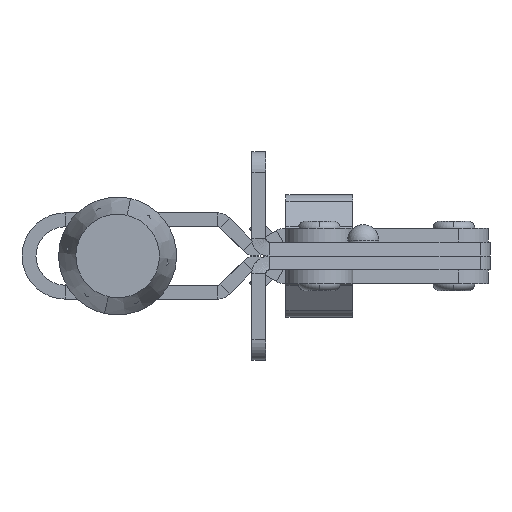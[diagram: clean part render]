
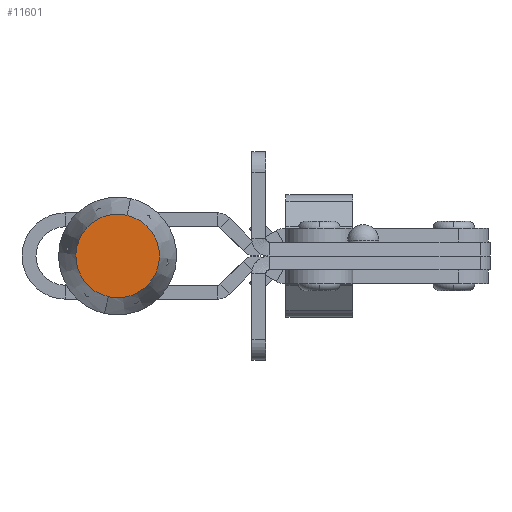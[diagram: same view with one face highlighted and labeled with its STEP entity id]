
A CAD part, front view. The second image highlights one B-rep face of the part: STEP entity #11601.
In plain terms, the highlighted planar face has unit normal (0.001, -1, 0).
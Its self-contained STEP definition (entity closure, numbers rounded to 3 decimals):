
#2578 = EDGE_CURVE ( 'NONE', #23210, #19326, #18477, .T. ) ;
#2586 = EDGE_CURVE ( 'NONE', #19326, #23210, #18486, .T. ) ;
#3132 = CARTESIAN_POINT ( 'NONE',  ( 0., 0., 6. ) ) ;
#4737 = ORIENTED_EDGE ( 'NONE', *, *, #2578, .F. ) ;
#5166 = ORIENTED_EDGE ( 'NONE', *, *, #2586, .F. ) ;
#7186 = CARTESIAN_POINT ( 'NONE',  ( 6., 0., 0. ) ) ;
#7193 = PLANE ( 'NONE',  #8375 ) ;
#7202 = DIRECTION ( 'NONE',  ( 0., 1., 0. ) ) ;
#7205 = DIRECTION ( 'NONE',  ( 0., 0., 1. ) ) ;
#7971 = AXIS2_PLACEMENT_3D ( 'NONE', #25109, #25111, #25113 ) ;
#7975 = AXIS2_PLACEMENT_3D ( 'NONE', #25160, #25162, #25163 ) ;
#8375 = AXIS2_PLACEMENT_3D ( 'NONE', #7186, #7202, #7205 ) ;
#11601 = ADVANCED_FACE ( 'NONE', ( #24233 ), #7193, .F. ) ;
#14865 = CARTESIAN_POINT ( 'NONE',  ( 0., 0., -6. ) ) ;
#18477 = CIRCLE ( 'NONE', #7971, 6. ) ;
#18486 = CIRCLE ( 'NONE', #7975, 6. ) ;
#19326 = VERTEX_POINT ( 'NONE', #3132 ) ;
#23210 = VERTEX_POINT ( 'NONE', #14865 ) ;
#23322 = EDGE_LOOP ( 'NONE', ( #5166, #4737 ) ) ;
#24233 = FACE_OUTER_BOUND ( 'NONE', #23322, .T. ) ;
#25109 = CARTESIAN_POINT ( 'NONE',  ( 0., 0., 0. ) ) ;
#25111 = DIRECTION ( 'NONE',  ( 0., 1., 0. ) ) ;
#25113 = DIRECTION ( 'NONE',  ( 0., 0., 1. ) ) ;
#25160 = CARTESIAN_POINT ( 'NONE',  ( 0., 0., 0. ) ) ;
#25162 = DIRECTION ( 'NONE',  ( 0., 1., 0. ) ) ;
#25163 = DIRECTION ( 'NONE',  ( 0., 0., 1. ) ) ;
